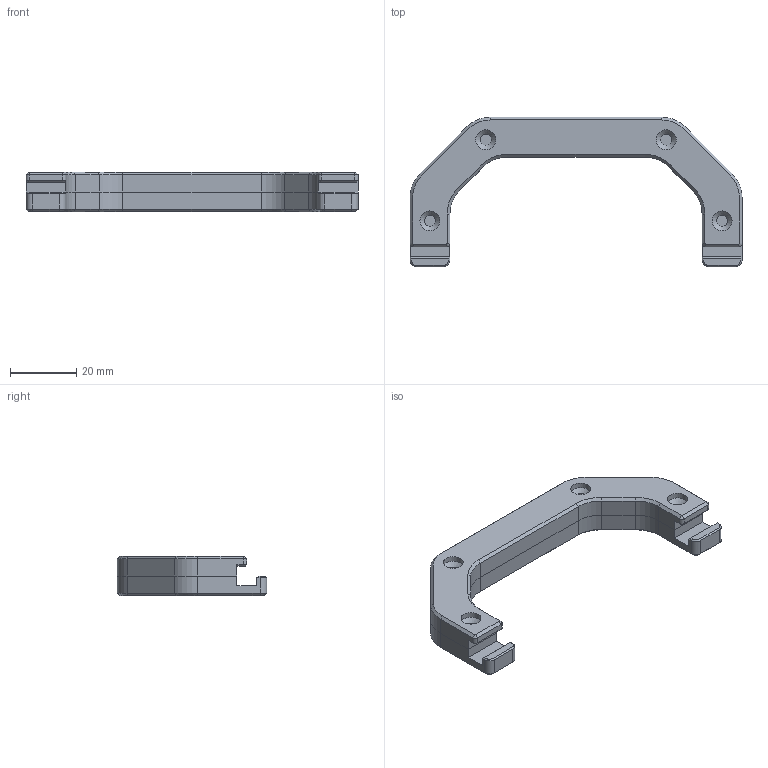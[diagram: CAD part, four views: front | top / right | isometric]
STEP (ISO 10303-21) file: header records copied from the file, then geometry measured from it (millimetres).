
FILE_DESCRIPTION(/* description */ (''),/* implementation_level */ '2;1');
FILE_NAME(/* name */ 'Handles.step',/* time_stamp */ '2023-04-13T19:55:53-07:00',/* author */ (''),/* organization */ (''),/* preprocessor_version */ 'ST-DEVELOPER v19.2',/* originating_system */ 'Autodesk Translation Framework v12.4.0.73',/* authorisation */ '');
FILE_SCHEMA (('AUTOMOTIVE_DESIGN { 1 0 10303 214 3 1 1 }'));
Length unit declared in the file: millimetre
Products named in the file (1): Handles
Bounding box: 100 x 45 x 12 mm (x, y, z)
Volume: 18639.4 mm3; surface area: 10569.3 mm2
Topology: 2 solids, 2 shells, 158 faces, 370 edges, 220 vertices
Faces by surface type: plane 82, cone 40, cylinder 36
Full cylindrical faces by diameter (mm): 3.4 x4, 4.7 x4, 6 x4
Entity records: 4470 total; most frequent: DIRECTION 796, CARTESIAN_POINT 749, ORIENTED_EDGE 740, EDGE_CURVE 370, AXIS2_PLACEMENT_3D 267, LINE 262, VECTOR 262, VERTEX_POINT 220
